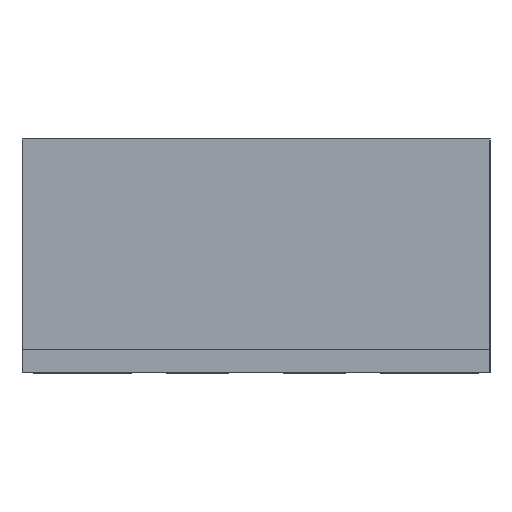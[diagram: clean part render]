
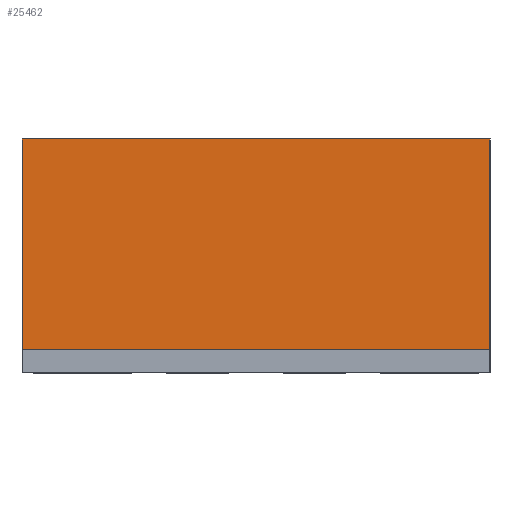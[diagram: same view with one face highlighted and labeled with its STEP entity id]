
A CAD part, left-side view. The second image highlights one B-rep face of the part: STEP entity #25462.
In plain terms, the highlighted planar face has unit normal (-1, 0, 0).
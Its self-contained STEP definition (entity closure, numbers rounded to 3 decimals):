
#415=PLANE('',#34751);
#2279=LINE('',#45429,#5687);
#2392=LINE('',#45733,#5800);
#2393=LINE('',#45736,#5801);
#2394=LINE('',#45737,#5802);
#5687=VECTOR('',#37270,1000.);
#5800=VECTOR('',#37427,1000.);
#5801=VECTOR('',#37428,1000.);
#5802=VECTOR('',#37429,1000.);
#9706=ORIENTED_EDGE('',*,*,#16946,.T.);
#9707=ORIENTED_EDGE('',*,*,#16947,.F.);
#9708=ORIENTED_EDGE('',*,*,#16808,.F.);
#9709=ORIENTED_EDGE('',*,*,#16948,.T.);
#16808=EDGE_CURVE('',#20482,#20483,#2279,.T.);
#16946=EDGE_CURVE('',#20620,#20621,#2392,.T.);
#16947=EDGE_CURVE('',#20483,#20621,#2393,.T.);
#16948=EDGE_CURVE('',#20482,#20620,#2394,.T.);
#20482=VERTEX_POINT('',#45430);
#20483=VERTEX_POINT('',#45431);
#20620=VERTEX_POINT('',#45734);
#20621=VERTEX_POINT('',#45735);
#22550=EDGE_LOOP('',(#9706,#9707,#9708,#9709));
#23978=FACE_BOUND('',#22550,.T.);
#25462=ADVANCED_FACE('',(#23978),#415,.F.);
#34751=AXIS2_PLACEMENT_3D('',#45732,#37425,#37426);
#37270=DIRECTION('',(0.,-1.,0.));
#37425=DIRECTION('',(1.,0.,0.));
#37426=DIRECTION('',(0.,0.,-1.));
#37427=DIRECTION('',(0.,-1.,0.));
#37428=DIRECTION('',(0.,0.,-1.));
#37429=DIRECTION('',(0.,0.,-1.));
#45429=CARTESIAN_POINT('',(-5.5,3.,3.));
#45430=CARTESIAN_POINT('',(-5.5,3.,3.));
#45431=CARTESIAN_POINT('',(-5.5,-3.,3.));
#45732=CARTESIAN_POINT('',(-5.5,3.,3.));
#45733=CARTESIAN_POINT('',(-5.5,3.,0.3));
#45734=CARTESIAN_POINT('',(-5.5,3.,0.3));
#45735=CARTESIAN_POINT('',(-5.5,-3.,0.3));
#45736=CARTESIAN_POINT('',(-5.5,-3.,3.));
#45737=CARTESIAN_POINT('',(-5.5,3.,3.));
